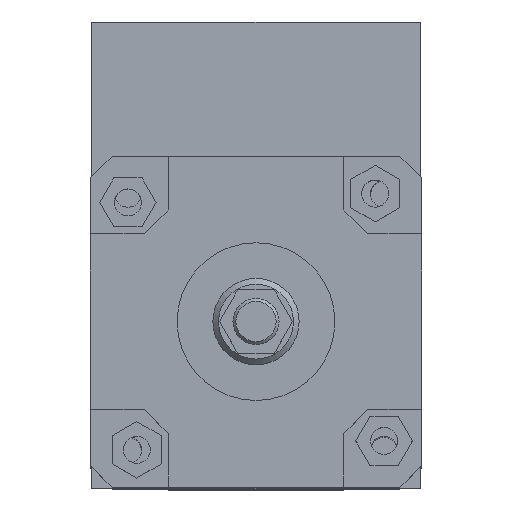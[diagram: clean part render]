
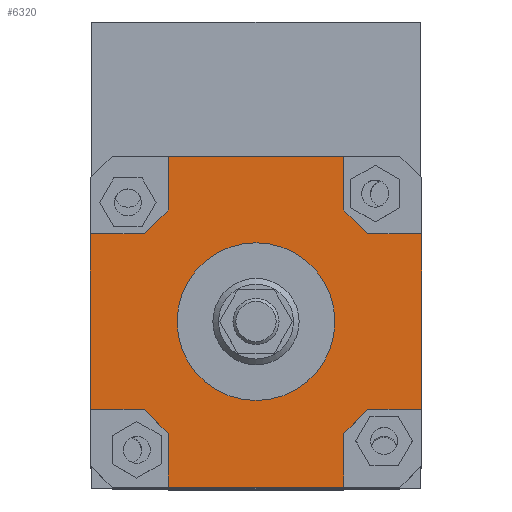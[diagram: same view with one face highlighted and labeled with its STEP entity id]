
A CAD part, top view. The second image highlights one B-rep face of the part: STEP entity #6320.
In plain terms, the highlighted planar face has unit normal (0, 0, 1).
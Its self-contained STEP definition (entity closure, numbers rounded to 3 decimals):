
#99=FACE_BOUND('',#917,.T.);
#279=CIRCLE('',#6840,27.4);
#280=CIRCLE('',#6841,27.4);
#551=FACE_OUTER_BOUND('',#916,.T.);
#916=EDGE_LOOP('',(#5218,#5219,#5220,#5221,#5222,#5223,#5224,#5225,#5226,
#5227,#5228,#5229,#5230,#5231,#5232,#5233));
#917=EDGE_LOOP('',(#5234,#5235));
#1487=LINE('',#10006,#2203);
#1489=LINE('',#10012,#2205);
#1493=LINE('',#10018,#2209);
#1500=LINE('',#10033,#2216);
#1502=LINE('',#10039,#2218);
#1506=LINE('',#10045,#2222);
#1513=LINE('',#10060,#2229);
#1515=LINE('',#10066,#2231);
#1519=LINE('',#10072,#2235);
#1523=LINE('',#10081,#2239);
#1529=LINE('',#10092,#2245);
#1530=LINE('',#10093,#2246);
#1531=LINE('',#10095,#2247);
#1532=LINE('',#10097,#2248);
#1533=LINE('',#10099,#2249);
#1534=LINE('',#10100,#2250);
#2203=VECTOR('',#8198,10.);
#2205=VECTOR('',#8202,10.);
#2209=VECTOR('',#8208,10.);
#2216=VECTOR('',#8219,10.);
#2218=VECTOR('',#8223,10.);
#2222=VECTOR('',#8229,10.);
#2229=VECTOR('',#8240,10.);
#2231=VECTOR('',#8244,10.);
#2235=VECTOR('',#8250,10.);
#2239=VECTOR('',#8258,10.);
#2245=VECTOR('',#8266,10.);
#2246=VECTOR('',#8267,10.);
#2247=VECTOR('',#8268,10.);
#2248=VECTOR('',#8269,10.);
#2249=VECTOR('',#8270,10.);
#2250=VECTOR('',#8271,10.);
#2884=VERTEX_POINT('',#10000);
#2886=VERTEX_POINT('',#10004);
#2887=VERTEX_POINT('',#10008);
#2889=VERTEX_POINT('',#10011);
#2894=VERTEX_POINT('',#10027);
#2896=VERTEX_POINT('',#10031);
#2897=VERTEX_POINT('',#10035);
#2899=VERTEX_POINT('',#10038);
#2904=VERTEX_POINT('',#10054);
#2906=VERTEX_POINT('',#10058);
#2907=VERTEX_POINT('',#10062);
#2909=VERTEX_POINT('',#10065);
#2913=VERTEX_POINT('',#10080);
#2918=VERTEX_POINT('',#10094);
#2919=VERTEX_POINT('',#10096);
#2920=VERTEX_POINT('',#10098);
#2921=VERTEX_POINT('',#10101);
#2922=VERTEX_POINT('',#10102);
#3690=EDGE_CURVE('',#2884,#2886,#1487,.T.);
#3692=EDGE_CURVE('',#2889,#2887,#1489,.T.);
#3696=EDGE_CURVE('',#2886,#2889,#1493,.T.);
#3703=EDGE_CURVE('',#2894,#2896,#1500,.T.);
#3705=EDGE_CURVE('',#2899,#2897,#1502,.T.);
#3709=EDGE_CURVE('',#2896,#2899,#1506,.T.);
#3716=EDGE_CURVE('',#2904,#2906,#1513,.T.);
#3718=EDGE_CURVE('',#2909,#2907,#1515,.T.);
#3722=EDGE_CURVE('',#2906,#2909,#1519,.T.);
#3726=EDGE_CURVE('',#2884,#2913,#1523,.T.);
#3732=EDGE_CURVE('',#2894,#2887,#1529,.T.);
#3733=EDGE_CURVE('',#2904,#2897,#1530,.T.);
#3734=EDGE_CURVE('',#2918,#2907,#1531,.T.);
#3735=EDGE_CURVE('',#2918,#2919,#1532,.T.);
#3736=EDGE_CURVE('',#2919,#2920,#1533,.T.);
#3737=EDGE_CURVE('',#2920,#2913,#1534,.T.);
#3738=EDGE_CURVE('',#2921,#2922,#279,.T.);
#3739=EDGE_CURVE('',#2922,#2921,#280,.T.);
#5218=ORIENTED_EDGE('',*,*,#3690,.T.);
#5219=ORIENTED_EDGE('',*,*,#3696,.T.);
#5220=ORIENTED_EDGE('',*,*,#3692,.T.);
#5221=ORIENTED_EDGE('',*,*,#3732,.F.);
#5222=ORIENTED_EDGE('',*,*,#3703,.T.);
#5223=ORIENTED_EDGE('',*,*,#3709,.T.);
#5224=ORIENTED_EDGE('',*,*,#3705,.T.);
#5225=ORIENTED_EDGE('',*,*,#3733,.F.);
#5226=ORIENTED_EDGE('',*,*,#3716,.T.);
#5227=ORIENTED_EDGE('',*,*,#3722,.T.);
#5228=ORIENTED_EDGE('',*,*,#3718,.T.);
#5229=ORIENTED_EDGE('',*,*,#3734,.F.);
#5230=ORIENTED_EDGE('',*,*,#3735,.T.);
#5231=ORIENTED_EDGE('',*,*,#3736,.T.);
#5232=ORIENTED_EDGE('',*,*,#3737,.T.);
#5233=ORIENTED_EDGE('',*,*,#3726,.F.);
#5234=ORIENTED_EDGE('',*,*,#3738,.T.);
#5235=ORIENTED_EDGE('',*,*,#3739,.T.);
#5994=PLANE('',#6839);
#6320=ADVANCED_FACE('',(#551,#99),#5994,.T.);
#6839=AXIS2_PLACEMENT_3D('',#10091,#8264,#8265);
#6840=AXIS2_PLACEMENT_3D('',#10103,#8272,#8273);
#6841=AXIS2_PLACEMENT_3D('',#10104,#8274,#8275);
#8198=DIRECTION('',(1.,0.,0.));
#8202=DIRECTION('',(0.,-1.,0.));
#8208=DIRECTION('',(0.707,-0.707,0.));
#8219=DIRECTION('',(0.,1.,0.));
#8223=DIRECTION('',(1.,0.,0.));
#8229=DIRECTION('',(0.707,0.707,0.));
#8240=DIRECTION('',(-1.,0.,0.));
#8244=DIRECTION('',(0.,1.,0.));
#8250=DIRECTION('',(-0.707,0.707,0.));
#8258=DIRECTION('',(0.,1.,0.));
#8264=DIRECTION('center_axis',(0.,0.,
1.));
#8265=DIRECTION('ref_axis',(1.,0.,0.));
#8266=DIRECTION('',(-1.,0.,0.));
#8267=DIRECTION('',(0.,-1.,0.));
#8268=DIRECTION('',(1.,0.,0.));
#8269=DIRECTION('',(0.,-1.,0.));
#8270=DIRECTION('',(-0.707,-0.707,0.));
#8271=DIRECTION('',(-1.,0.,0.));
#8272=DIRECTION('center_axis',(0.,0.,
-1.));
#8273=DIRECTION('ref_axis',(-1.,0.,0.));
#8274=DIRECTION('center_axis',(0.,0.,
-1.));
#8275=DIRECTION('ref_axis',(-1.,0.,0.));
#10000=CARTESIAN_POINT('',(-57.5,-54.,281.));
#10004=CARTESIAN_POINT('',(-38.796,-54.,281.));
#10006=CARTESIAN_POINT('',(-19.398,-54.,281.));
#10008=CARTESIAN_POINT('',(-30.5,-81.,281.));
#10011=CARTESIAN_POINT('',(-30.5,-62.296,281.));
#10012=CARTESIAN_POINT('',(-30.5,-55.,281.));
#10018=CARTESIAN_POINT('',(-32.574,-60.222,281.));
#10027=CARTESIAN_POINT('',(30.5,-81.,281.));
#10031=CARTESIAN_POINT('',(30.5,-62.296,281.));
#10033=CARTESIAN_POINT('',(30.5,-42.898,281.));
#10035=CARTESIAN_POINT('',(57.5,-54.,281.));
#10038=CARTESIAN_POINT('',(38.796,-54.,281.));
#10039=CARTESIAN_POINT('',(31.5,-54.,281.));
#10045=CARTESIAN_POINT('',(36.722,-56.074,281.));
#10054=CARTESIAN_POINT('',(57.5,7.,281.));
#10058=CARTESIAN_POINT('',(38.796,7.,281.));
#10060=CARTESIAN_POINT('',(19.398,7.,281.));
#10062=CARTESIAN_POINT('',(30.5,34.,281.));
#10065=CARTESIAN_POINT('',(30.5,15.296,281.));
#10066=CARTESIAN_POINT('',(30.5,8.,281.));
#10072=CARTESIAN_POINT('',(32.574,13.222,281.));
#10080=CARTESIAN_POINT('',(-57.5,7.,281.));
#10081=CARTESIAN_POINT('',(-57.5,26.48,281.));
#10091=CARTESIAN_POINT('Origin',(0.,-23.5,281.));
#10092=CARTESIAN_POINT('',(-49.98,-81.,281.));
#10093=CARTESIAN_POINT('',(57.5,-73.48,281.));
#10094=CARTESIAN_POINT('',(-30.5,34.,281.));
#10095=CARTESIAN_POINT('',(49.98,34.,281.));
#10096=CARTESIAN_POINT('',(-30.5,15.296,281.));
#10097=CARTESIAN_POINT('',(-30.5,-4.102,281.));
#10098=CARTESIAN_POINT('',(-38.796,7.,281.));
#10099=CARTESIAN_POINT('',(-36.722,9.074,281.));
#10100=CARTESIAN_POINT('',(-31.5,7.,281.));
#10101=CARTESIAN_POINT('',(-27.4,-23.5,281.));
#10102=CARTESIAN_POINT('',(27.4,-23.5,281.));
#10103=CARTESIAN_POINT('Origin',(0.,-23.5,281.));
#10104=CARTESIAN_POINT('Origin',(0.,-23.5,281.));
